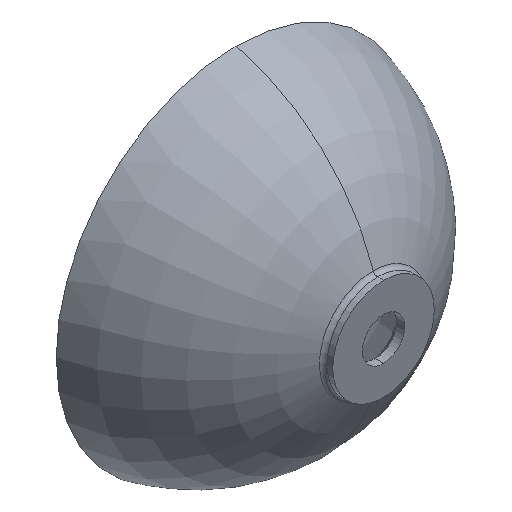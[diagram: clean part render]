
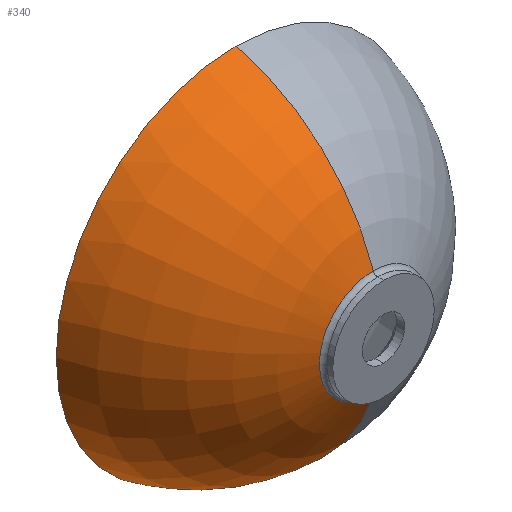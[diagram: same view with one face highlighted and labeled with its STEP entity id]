
A CAD part, isometric view. The second image highlights one B-rep face of the part: STEP entity #340.
In plain terms, the highlighted toroidal (fillet/blend) face has major radius 6.448 mm and minor radius 207.015 mm.
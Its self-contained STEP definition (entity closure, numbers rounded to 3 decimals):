
#6 = ORIENTED_EDGE ( 'NONE', *, *, #337, .F. ) ;
#11 = CIRCLE ( 'NONE', #365, 207.015 ) ;
#20 = AXIS2_PLACEMENT_3D ( 'NONE', #176, #249, #177 ) ;
#25 = VERTEX_POINT ( 'NONE', #137 ) ;
#33 = DIRECTION ( 'NONE',  ( 0., -1., 0. ) ) ;
#42 = ORIENTED_EDGE ( 'NONE', *, *, #326, .T. ) ;
#61 = ORIENTED_EDGE ( 'NONE', *, *, #202, .F. ) ;
#111 = AXIS2_PLACEMENT_3D ( 'NONE', #195, #319, #223 ) ;
#123 = CARTESIAN_POINT ( 'NONE',  ( 0., 11.1, 58.433 ) ) ;
#137 = CARTESIAN_POINT ( 'NONE',  ( 0., 160., -195. ) ) ;
#152 = VERTEX_POINT ( 'NONE', #182 ) ;
#154 = TOROIDAL_SURFACE ( 'NONE', #251, -6.448, 207.015 ) ;
#165 = VERTEX_POINT ( 'NONE', #123 ) ;
#176 = CARTESIAN_POINT ( 'NONE',  ( 0., 160., 0. ) ) ;
#177 = DIRECTION ( 'NONE',  ( 0., 0., -1. ) ) ;
#178 = DIRECTION ( 'NONE',  ( 0., -1., 0. ) ) ;
#180 = CARTESIAN_POINT ( 'NONE',  ( 0., 160., 195. ) ) ;
#182 = CARTESIAN_POINT ( 'NONE',  ( 0., 11.1, -58.433 ) ) ;
#193 = CIRCLE ( 'NONE', #20, 195. ) ;
#195 = CARTESIAN_POINT ( 'NONE',  ( 0., 207.685, 6.448 ) ) ;
#202 = EDGE_CURVE ( 'NONE', #165, #152, #366, .T. ) ;
#205 = CARTESIAN_POINT ( 'NONE',  ( 0., 11.1, 0. ) ) ;
#223 = DIRECTION ( 'NONE',  ( 0., 0., 1. ) ) ;
#230 = EDGE_CURVE ( 'NONE', #25, #152, #298, .T. ) ;
#237 = VERTEX_POINT ( 'NONE', #180 ) ;
#240 = DIRECTION ( 'NONE',  ( 0., 0., -1. ) ) ;
#243 = ORIENTED_EDGE ( 'NONE', *, *, #230, .T. ) ;
#246 = CARTESIAN_POINT ( 'NONE',  ( 0., 207.685, -6.448 ) ) ;
#247 = AXIS2_PLACEMENT_3D ( 'NONE', #205, #33, #400 ) ;
#249 = DIRECTION ( 'NONE',  ( 0., -1., 0. ) ) ;
#251 = AXIS2_PLACEMENT_3D ( 'NONE', #378, #178, #325 ) ;
#298 = CIRCLE ( 'NONE', #111, 207.015 ) ;
#319 = DIRECTION ( 'NONE',  ( -1., 0., 0. ) ) ;
#325 = DIRECTION ( 'NONE',  ( 0., 0., -1. ) ) ;
#326 = EDGE_CURVE ( 'NONE', #237, #25, #193, .T. ) ;
#327 = EDGE_LOOP ( 'NONE', ( #6, #42, #243, #61 ) ) ;
#337 = EDGE_CURVE ( 'NONE', #237, #165, #11, .T. ) ;
#340 = ADVANCED_FACE ( 'NONE', ( #405 ), #154, .T. ) ;
#365 = AXIS2_PLACEMENT_3D ( 'NONE', #246, #377, #240 ) ;
#366 = CIRCLE ( 'NONE', #247, 58.433 ) ;
#377 = DIRECTION ( 'NONE',  ( 1., 0., 0. ) ) ;
#378 = CARTESIAN_POINT ( 'NONE',  ( 0., 207.685, 0. ) ) ;
#400 = DIRECTION ( 'NONE',  ( 0., 0., -1. ) ) ;
#405 = FACE_OUTER_BOUND ( 'NONE', #327, .T. ) ;
